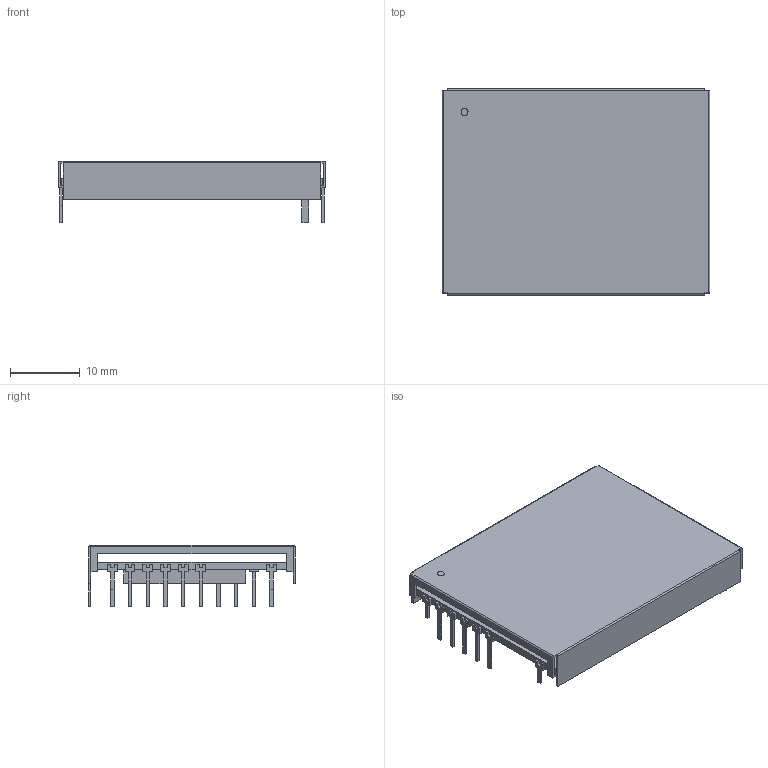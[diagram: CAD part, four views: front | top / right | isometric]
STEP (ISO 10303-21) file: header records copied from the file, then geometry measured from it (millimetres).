
FILE_DESCRIPTION((''),'2;1');
FILE_NAME('DC-DC_LAMBDA_CC15-xxxxSFP-E.stp','2012-07-31T10:13:44',(''),(''),'Mechanical Desktop 2011','Mechanical Desktop 2011',', , ');
FILE_SCHEMA(('AUTOMOTIVE_DESIGN { 1 2 10303 214 1 1 1 1 }'));
Length unit declared in the file: millimetre
Products named in the file (1): Product
Bounding box: 38.4 x 29.6 x 8.8 mm (x, y, z)
Volume: 2016.9 mm3; surface area: 6248.6 mm2
Topology: 22 solids, 22 shells, 339 faces, 894 edges, 592 vertices
Faces by surface type: plane 177, bspline 154, cylinder 8
Entity records: 10309 total; most frequent: CARTESIAN_POINT 2288, ORIENTED_EDGE 1788, DIRECTION 1282, EDGE_CURVE 894, VECTOR 878, LINE 878, VERTEX_POINT 592, EDGE_LOOP 340
